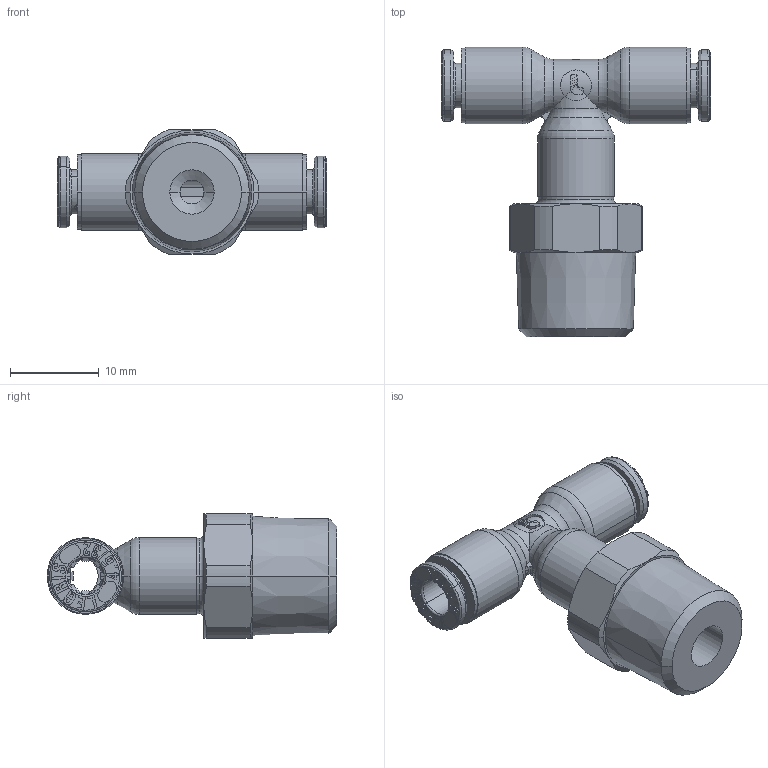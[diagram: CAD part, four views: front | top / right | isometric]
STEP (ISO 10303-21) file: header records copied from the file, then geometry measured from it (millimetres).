
FILE_DESCRIPTION(('STEP AP214'),'1');
FILE_NAME('6808_04_13.stp','2016-07-07T14:42:14',('TraceParts'),('TraceParts S.A.'),'Spatial InterOp 3D',' ',' ');
FILE_SCHEMA(('automotive_design'));
Length unit declared in the file: millimetre
Products named in the file (13): 6808 04 13|44104-64_ASM_1087#44104-64_ASM|44104-26_1083#44104-26;Solide1; 6808 04 13|44104-64_ASM_1087#44104-64_ASM|44104_1084#44104;Solide1; 6808 04 13|44104-64_ASM_1087#44104-64_ASM|44104-27_1085#44104-27;Solide1; 6808 04 13|44104-64_ASM_1087#44104-64_ASM|44124-20_1086#44124-20;Solide1; 6808 04 13|44104-64_ASM_1091#44104-64_ASM|44104-26_1083#44104-26;Solide1; 6808 04 13|44104-64_ASM_1091#44104-64_ASM|44104_1084#44104;Solide1; 6808 04 13|44104-64_ASM_1091#44104-64_ASM|44104-27_1085#44104-27;Solide1; 6808 04 13|44104-64_ASM_1091#44104-64_ASM|44124-20_1086#44124-20;Solide1; 6808 04 13|44524-04_1081#44524-04;Solide1; 6808 04 13|44104-11-10_ASS_1082#44104-11-10_ASS;Solide1; 6808 04 13|44310-15-69_1088#44310-15-69;Solide1; 6808 04 13|44104-11-10_ASS_1089#44104-11-10_ASS;Solide1; 6808 04 13|44104-11-10_ASS_1090#44104-11-10_ASS;Solide1
Bounding box: 30.38 x 32.67 x 14 mm (x, y, z)
Volume: 3321.9 mm3; surface area: 4652 mm2
Topology: 13 solids, 13 shells, 1409 faces, 3670 edges, 2316 vertices
Faces by surface type: plane 424, bspline 334, cylinder 273, torus 206, cone 164, sphere 8
Full cylindrical faces by diameter (mm): 1 x1, 2 x1, 3 x1, 4.08 x1, 6.99 x3, 7 x3, 7.32 x3, 8.65 x2
Entity records: 62661 total; most frequent: CARTESIAN_POINT 17858, ORIENTED_EDGE 7246, DIRECTION 6585, EDGE_CURVE 3623, AXIS2_PLACEMENT_3D 2561, VERTEX_POINT 2314, EDGE_LOOP 1511, LINE 1463
